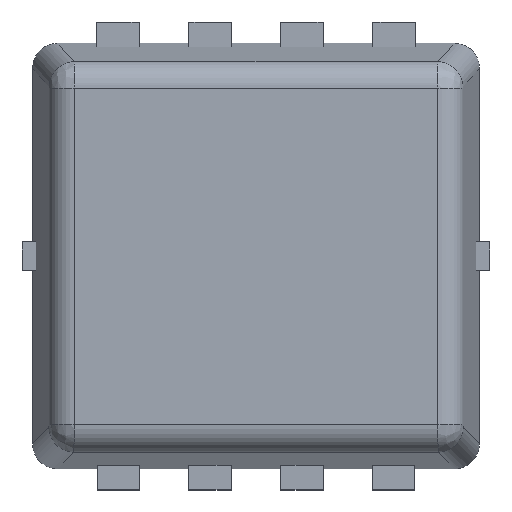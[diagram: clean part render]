
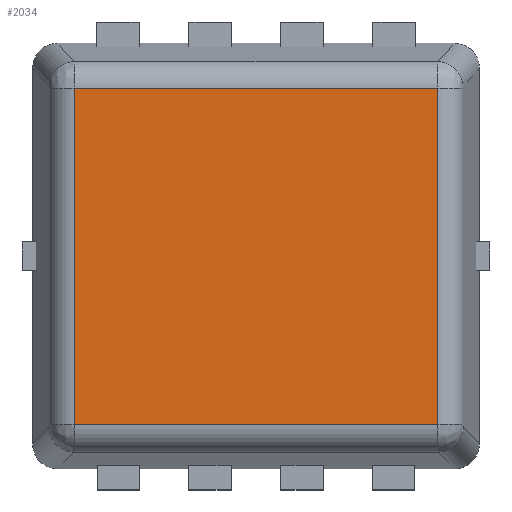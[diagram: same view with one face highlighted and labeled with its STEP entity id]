
A CAD part, top view. The second image highlights one B-rep face of the part: STEP entity #2034.
In plain terms, the highlighted planar face has unit normal (0, 0, 1).
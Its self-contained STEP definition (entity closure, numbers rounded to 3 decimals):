
#130=ORIENTED_EDGE('',*,*,#563,.T.);
#131=ORIENTED_EDGE('',*,*,#564,.T.);
#132=ORIENTED_EDGE('',*,*,#565,.F.);
#133=ORIENTED_EDGE('',*,*,#566,.T.);
#563=EDGE_CURVE('',#776,#777,#921,.T.);
#564=EDGE_CURVE('',#777,#778,#922,.F.);
#565=EDGE_CURVE('',#779,#778,#923,.T.);
#566=EDGE_CURVE('',#779,#776,#924,.T.);
#776=VERTEX_POINT('',#2739);
#777=VERTEX_POINT('',#2740);
#778=VERTEX_POINT('',#2742);
#779=VERTEX_POINT('',#2744);
#921=LINE('',#2738,#1121);
#922=LINE('',#2741,#1122);
#923=LINE('',#2743,#1123);
#924=LINE('',#2745,#1124);
#1121=VECTOR('',#2300,1000.);
#1122=VECTOR('',#2301,1000.);
#1123=VECTOR('',#2302,1000.);
#1124=VECTOR('',#2303,1000.);
#1264=EDGE_LOOP('',(#130,#131,#132,#133));
#1342=FACE_BOUND('',#1264,.T.);
#1420=PLANE('',#2123);
#2034=ADVANCED_FACE('',(#1342),#1420,.T.);
#2123=AXIS2_PLACEMENT_3D('',#2737,#2298,#2299);
#2298=DIRECTION('',(0.,0.,1.));
#2299=DIRECTION('',(0.,-1.,0.));
#2300=DIRECTION('',(-1.,0.,0.));
#2301=DIRECTION('',(0.,1.,0.));
#2302=DIRECTION('',(-1.,0.,0.));
#2303=DIRECTION('',(0.,1.,0.));
#2737=CARTESIAN_POINT('',(1.575,-1.186,0.8));
#2738=CARTESIAN_POINT('',(1.575,1.184,0.8));
#2739=CARTESIAN_POINT('',(1.282,1.184,0.8));
#2740=CARTESIAN_POINT('',(-1.282,1.184,0.8));
#2741=CARTESIAN_POINT('',(-1.282,-1.186,0.8));
#2742=CARTESIAN_POINT('',(-1.282,-1.186,0.8));
#2743=CARTESIAN_POINT('',(1.575,-1.186,0.8));
#2744=CARTESIAN_POINT('',(1.282,-1.186,0.8));
#2745=CARTESIAN_POINT('',(1.282,1.184,0.8));
